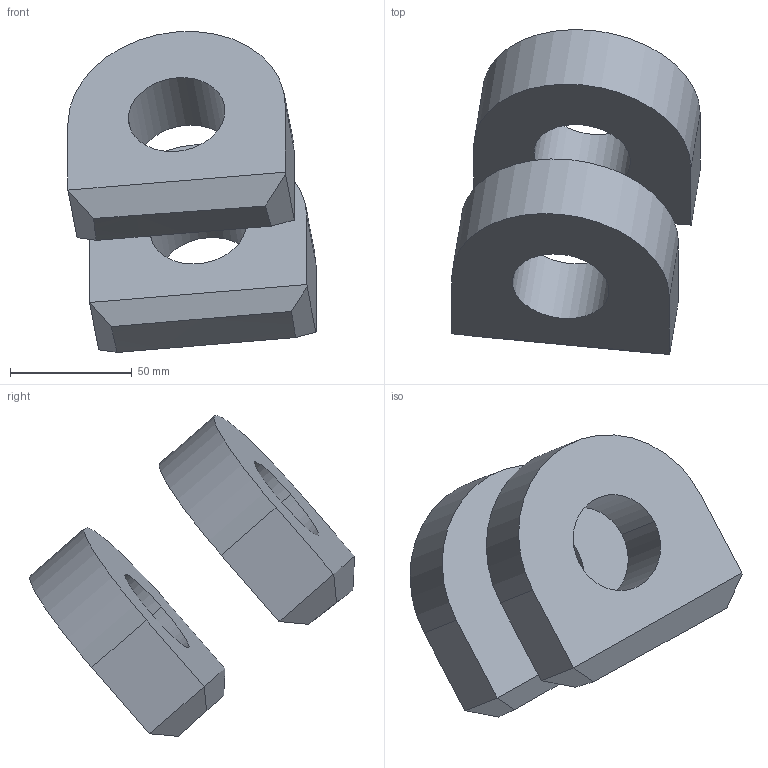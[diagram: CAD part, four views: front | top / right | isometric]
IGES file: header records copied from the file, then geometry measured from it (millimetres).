
Start section:  PTC IGES file: p16-1-5-001qw.igs
Global section: file name: p16-1-5-001qw.igs; native system: Pro/ENGINEER by Parametric Technology Corporation; preprocessor: 2004110; author: liuxiaokun; organization: Unknown; date: 080428.080944; units: millimetre
Bounding box: 101.91 x 133.43 x 131.79 mm (x, y, z)
Volume: 343625.7 mm3; surface area: 48174.9 mm2
Topology: 2 solids, 2 shells, 24 faces, 57 edges, 37 vertices
Faces by surface type: bspline 16, revolution 8
